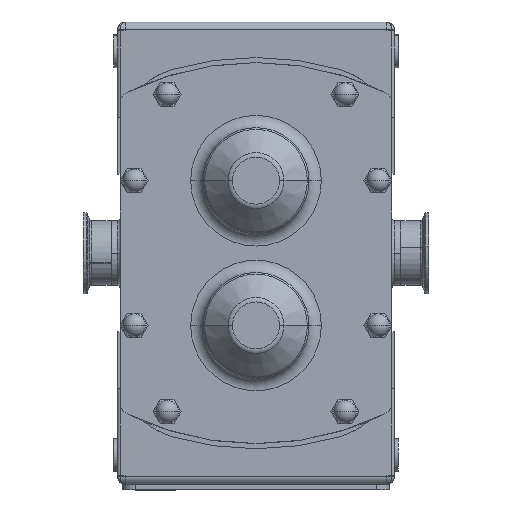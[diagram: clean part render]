
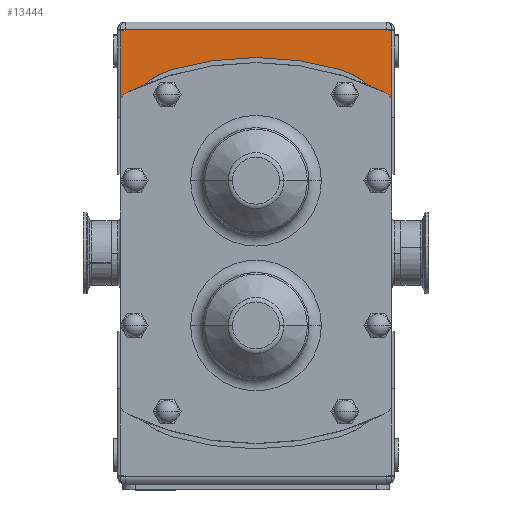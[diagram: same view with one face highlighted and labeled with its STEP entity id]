
A CAD part, top view. The second image highlights one B-rep face of the part: STEP entity #13444.
In plain terms, the highlighted planar face has unit normal (0, 0, 1).
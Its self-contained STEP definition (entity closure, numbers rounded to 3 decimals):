
#408 = LINE ( 'NONE', #14368, #28913 ) ;
#434 = ORIENTED_EDGE ( 'NONE', *, *, #2367, .T. ) ;
#447 = ORIENTED_EDGE ( 'NONE', *, *, #10006, .T. ) ;
#990 = EDGE_CURVE ( 'NONE', #16584, #26162, #26924, .T. ) ;
#1590 = DIRECTION ( 'NONE',  ( 0., -1., 0. ) ) ;
#1907 = VERTEX_POINT ( 'NONE', #33711 ) ;
#2358 = LINE ( 'NONE', #10411, #19270 ) ;
#2367 = EDGE_CURVE ( 'NONE', #2732, #16584, #31539, .T. ) ;
#2722 = EDGE_CURVE ( 'NONE', #25449, #6650, #21842, .T. ) ;
#2732 = VERTEX_POINT ( 'NONE', #6269 ) ;
#3210 = DIRECTION ( 'NONE',  ( 0., 0., -1. ) ) ;
#3378 = VERTEX_POINT ( 'NONE', #27760 ) ;
#5638 = EDGE_LOOP ( 'NONE', ( #30775, #15462, #447, #32190, #26888, #434, #8817, #9935, #8718, #12777 ) ) ;
#5934 = DIRECTION ( 'NONE',  ( 1., 0., 0. ) ) ;
#6269 = CARTESIAN_POINT ( 'NONE',  ( -81.971, 87.179, 86.217 ) ) ;
#6293 = EDGE_CURVE ( 'NONE', #26162, #27352, #10344, .T. ) ;
#6404 = VECTOR ( 'NONE', #9075, 1000. ) ;
#6650 = VERTEX_POINT ( 'NONE', #11629 ) ;
#6911 = LINE ( 'NONE', #15310, #32102 ) ;
#7436 = CARTESIAN_POINT ( 'NONE',  ( 90.424, 125.093, 86.217 ) ) ;
#7492 = CARTESIAN_POINT ( 'NONE',  ( 24.843, -100.57, 86.217 ) ) ;
#7922 = DIRECTION ( 'NONE',  ( -1., 0., 0. ) ) ;
#8301 = AXIS2_PLACEMENT_3D ( 'NONE', #11406, #3210, #11236 ) ;
#8718 = ORIENTED_EDGE ( 'NONE', *, *, #10019, .T. ) ;
#8817 = ORIENTED_EDGE ( 'NONE', *, *, #990, .T. ) ;
#8945 = DIRECTION ( 'NONE',  ( 1., 0., 0. ) ) ;
#9075 = DIRECTION ( 'NONE',  ( -1., 0., 0. ) ) ;
#9783 = CARTESIAN_POINT ( 'NONE',  ( 72.843, 155.439, 86.217 ) ) ;
#9935 = ORIENTED_EDGE ( 'NONE', *, *, #6293, .T. ) ;
#10006 = EDGE_CURVE ( 'NONE', #6650, #3378, #2358, .T. ) ;
#10019 = EDGE_CURVE ( 'NONE', #27352, #25460, #6911, .T. ) ;
#10344 = CIRCLE ( 'NONE', #29826, 63. ) ;
#10411 = CARTESIAN_POINT ( 'NONE',  ( -78.157, 64.596, 86.217 ) ) ;
#10983 = CARTESIAN_POINT ( 'NONE',  ( 131.656, 155.439, 86.217 ) ) ;
#11236 = DIRECTION ( 'NONE',  ( -1., 0., 0. ) ) ;
#11406 = CARTESIAN_POINT ( 'NONE',  ( 72.843, 64.596, 86.217 ) ) ;
#11592 = VECTOR ( 'NONE', #8945, 1000. ) ;
#11629 = CARTESIAN_POINT ( 'NONE',  ( -78.157, 156.43, 86.217 ) ) ;
#12734 = EDGE_CURVE ( 'NONE', #1907, #25449, #408, .T. ) ;
#12777 = ORIENTED_EDGE ( 'NONE', *, *, #15872, .F. ) ;
#12800 = CARTESIAN_POINT ( 'NONE',  ( 131.656, 87.179, 86.217 ) ) ;
#13444 = ADVANCED_FACE ( 'NONE', ( #27194 ), #16844, .F. ) ;
#13798 = CARTESIAN_POINT ( 'NONE',  ( 72.843, 155.439, 86.217 ) ) ;
#13996 = CARTESIAN_POINT ( 'NONE',  ( 72.843, 64.596, 86.217 ) ) ;
#14368 = CARTESIAN_POINT ( 'NONE',  ( 127.843, 64.596, 86.217 ) ) ;
#14484 = EDGE_CURVE ( 'NONE', #14661, #2732, #33228, .T. ) ;
#14661 = VERTEX_POINT ( 'NONE', #27128 ) ;
#15310 = CARTESIAN_POINT ( 'NONE',  ( 131.656, 64.596, 86.217 ) ) ;
#15462 = ORIENTED_EDGE ( 'NONE', *, *, #2722, .T. ) ;
#15872 = EDGE_CURVE ( 'NONE', #1907, #25460, #32513, .T. ) ;
#16584 = VERTEX_POINT ( 'NONE', #24758 ) ;
#16844 = PLANE ( 'NONE',  #8301 ) ;
#17168 = EDGE_CURVE ( 'NONE', #14661, #3378, #17649, .T. ) ;
#17649 = LINE ( 'NONE', #9783, #11592 ) ;
#18638 = CARTESIAN_POINT ( 'NONE',  ( -23.157, 64.596, 86.217 ) ) ;
#19270 = VECTOR ( 'NONE', #21057, 1000. ) ;
#19937 = CARTESIAN_POINT ( 'NONE',  ( -81.971, 64.596, 86.217 ) ) ;
#20583 = DIRECTION ( 'NONE',  ( 1., 0., 0. ) ) ;
#21057 = DIRECTION ( 'NONE',  ( 0., -1., 0. ) ) ;
#21842 = LINE ( 'NONE', #32511, #6404 ) ;
#23003 = DIRECTION ( 'NONE',  ( 0., 1., 0. ) ) ;
#23904 = VECTOR ( 'NONE', #1590, 1000. ) ;
#24704 = DIRECTION ( 'NONE',  ( 0., 0., -1. ) ) ;
#24758 = CARTESIAN_POINT ( 'NONE',  ( -40.739, 125.093, 86.217 ) ) ;
#25072 = DIRECTION ( 'NONE',  ( 0., 1., 0. ) ) ;
#25449 = VERTEX_POINT ( 'NONE', #26594 ) ;
#25460 = VERTEX_POINT ( 'NONE', #10983 ) ;
#25872 = DIRECTION ( 'NONE',  ( 0., 0., -1. ) ) ;
#26162 = VERTEX_POINT ( 'NONE', #7436 ) ;
#26594 = CARTESIAN_POINT ( 'NONE',  ( 127.843, 156.43, 86.217 ) ) ;
#26888 = ORIENTED_EDGE ( 'NONE', *, *, #14484, .T. ) ;
#26924 = CIRCLE ( 'NONE', #31369, 235. ) ;
#27128 = CARTESIAN_POINT ( 'NONE',  ( -81.971, 155.439, 86.217 ) ) ;
#27194 = FACE_OUTER_BOUND ( 'NONE', #5638, .T. ) ;
#27231 = VECTOR ( 'NONE', #5934, 1000. ) ;
#27352 = VERTEX_POINT ( 'NONE', #12800 ) ;
#27760 = CARTESIAN_POINT ( 'NONE',  ( -78.157, 155.439, 86.217 ) ) ;
#28913 = VECTOR ( 'NONE', #25072, 1000. ) ;
#29826 = AXIS2_PLACEMENT_3D ( 'NONE', #13996, #24704, #7922 ) ;
#30775 = ORIENTED_EDGE ( 'NONE', *, *, #12734, .T. ) ;
#31369 = AXIS2_PLACEMENT_3D ( 'NONE', #7492, #25872, #20583 ) ;
#31405 = DIRECTION ( 'NONE',  ( 0., 0., -1. ) ) ;
#31539 = CIRCLE ( 'NONE', #32079, 63. ) ;
#31749 = DIRECTION ( 'NONE',  ( 1., 0., 0. ) ) ;
#32079 = AXIS2_PLACEMENT_3D ( 'NONE', #18638, #31405, #31749 ) ;
#32102 = VECTOR ( 'NONE', #23003, 1000. ) ;
#32190 = ORIENTED_EDGE ( 'NONE', *, *, #17168, .F. ) ;
#32511 = CARTESIAN_POINT ( 'NONE',  ( 72.843, 156.43, 86.217 ) ) ;
#32513 = LINE ( 'NONE', #13798, #27231 ) ;
#33228 = LINE ( 'NONE', #19937, #23904 ) ;
#33711 = CARTESIAN_POINT ( 'NONE',  ( 127.843, 155.439, 86.217 ) ) ;
